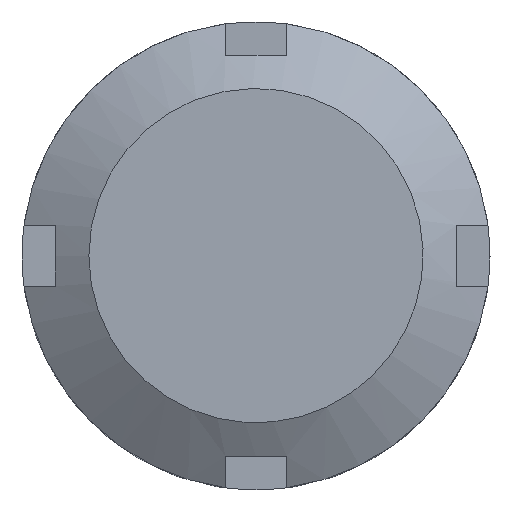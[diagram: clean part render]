
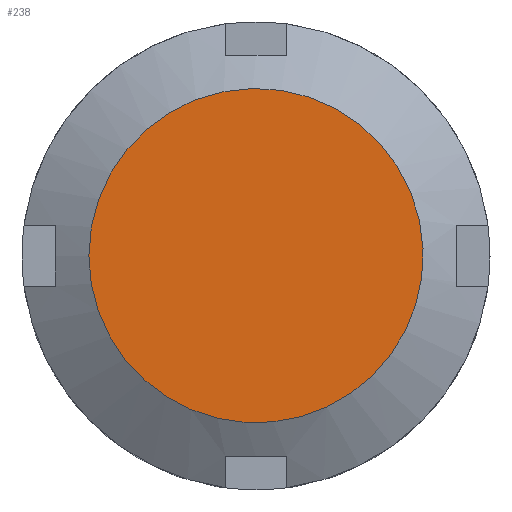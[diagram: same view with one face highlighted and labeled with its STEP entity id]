
A CAD part, top view. The second image highlights one B-rep face of the part: STEP entity #238.
In plain terms, the highlighted planar face has unit normal (0, 0, 1).
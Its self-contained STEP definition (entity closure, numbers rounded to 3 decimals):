
#238=ADVANCED_FACE('',(#384),#298,.T.);
#298=PLANE('',#1777);
#384=FACE_OUTER_BOUND('',#485,.T.);
#485=EDGE_LOOP('',(#1119));
#1119=ORIENTED_EDGE('',*,*,#1566,.T.);
#1342=VERTEX_POINT('',#2930);
#1566=EDGE_CURVE('',#1342,#1342,#1658,.T.);
#1658=CIRCLE('',#1776,15.);
#1776=AXIS2_PLACEMENT_3D('',#2929,#2110,#2111);
#1777=AXIS2_PLACEMENT_3D('',#2931,#2112,#2113);
#2110=DIRECTION('',(0.,0.,1.));
#2111=DIRECTION('',(-1.,0.,0.));
#2112=DIRECTION('',(0.,0.,1.));
#2113=DIRECTION('',(-1.,0.,0.));
#2929=CARTESIAN_POINT('',(0.,0.,59.546));
#2930=CARTESIAN_POINT('',(-15.,0.,59.546));
#2931=CARTESIAN_POINT('',(0.,-10.5,59.546));
